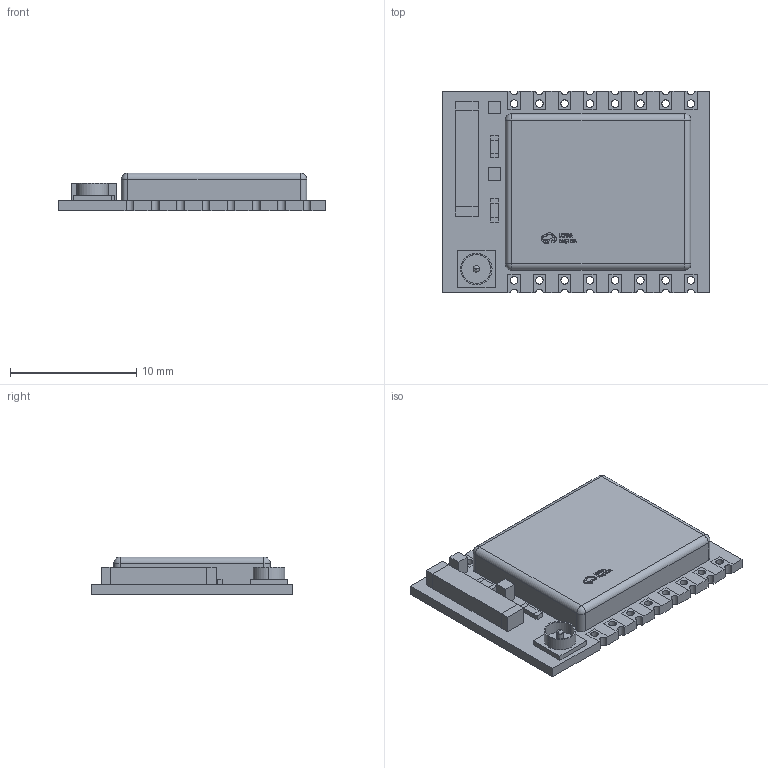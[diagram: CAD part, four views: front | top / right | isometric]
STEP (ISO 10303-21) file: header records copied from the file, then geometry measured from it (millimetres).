
FILE_DESCRIPTION (( 'STEP AP214' ), '1' );
FILE_NAME ('WIFIM-SMD_L21.2-W16.0-H3.0-ESP-07.step', '2022-07-15T04:59:36', ( '' ), ( '' ), 'SwSTEP 2.0', 'SolidWorks 2020', '' );
FILE_SCHEMA (( 'AUTOMOTIVE_DESIGN' ));
Length unit declared in the file: millimetre
Products named in the file (1): WIFIM-SMD_L21.2-W16.0-H3.0-ESP-07
Bounding box: 21.2 x 16 x 3 mm (x, y, z)
Volume: 694.9 mm3; surface area: 926.7 mm2
Topology: 14 solids, 14 shells, 416 faces, 1207 edges, 832 vertices
Faces by surface type: plane 250, bspline 98, cylinder 62, sphere 4, torus 2
Entity records: 18845 total; most frequent: CARTESIAN_POINT 3954, ORIENTED_EDGE 2406, DIRECTION 1755, EDGE_CURVE 1203, LINE 861, VECTOR 861, VERTEX_POINT 832, EDGE_LOOP 477
